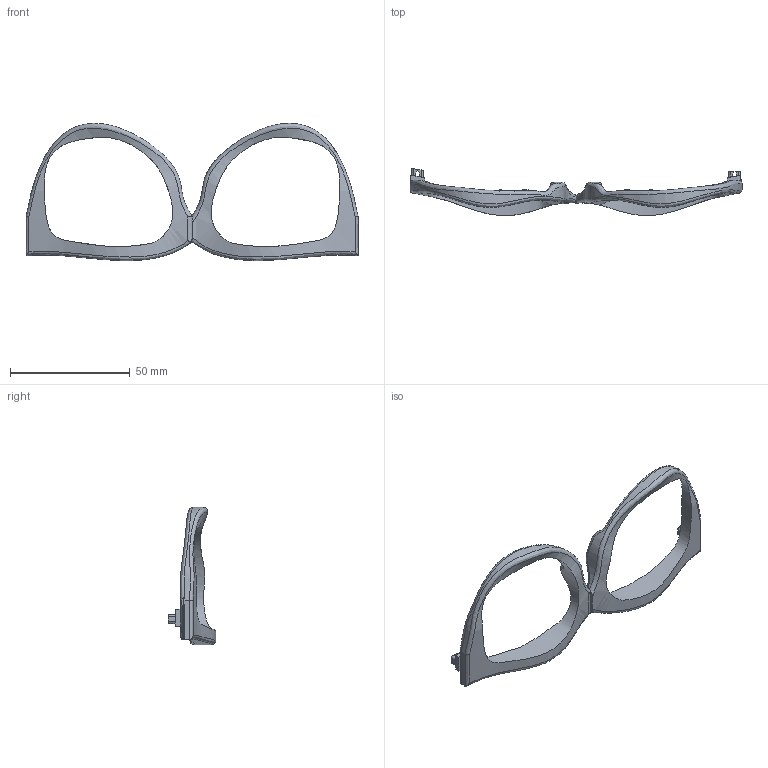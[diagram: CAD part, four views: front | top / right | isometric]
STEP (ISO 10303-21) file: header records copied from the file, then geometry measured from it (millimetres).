
FILE_DESCRIPTION(/* description */ (''),/* implementation_level */ '2;1');
FILE_NAME(/* name */ 'Glasses Frame.step',/* time_stamp */ '2025-08-15T06:15:05+08:00',/* author */ (''),/* organization */ (''),/* preprocessor_version */ 'ST-DEVELOPER v20.1',/* originating_system */ 'Autodesk Translation Framework v14.10.0.0',/* authorisation */ '');
FILE_SCHEMA (('AUTOMOTIVE_DESIGN { 1 0 10303 214 3 1 1 }'));
Length unit declared in the file: millimetre
Products named in the file (5): Pagtingin Sunglasses version; Component2; Hinges; Component2(Mirror); Hinges(Mirror)
Assembly tree (4 placements, depth 3):
  Pagtingin Sunglasses version
    Component2
      Hinges
    Component2(Mirror)
      Hinges(Mirror)
Bounding box: 138.6 x 19.76 x 57.31 mm (x, y, z)
Volume: 13401.7 mm3; surface area: 8733.9 mm2
Topology: 4 solids, 4 shells, 72 faces, 212 edges, 148 vertices
Faces by surface type: bspline 38, plane 32, cylinder 2
Entity records: 8697 total; most frequent: CARTESIAN_POINT 7027, ORIENTED_EDGE 424, EDGE_CURVE 212, DIRECTION 160, VERTEX_POINT 148, B_SPLINE_CURVE_WITH_KNOTS 146, EDGE_LOOP 78, FACE_OUTER_BOUND 72
